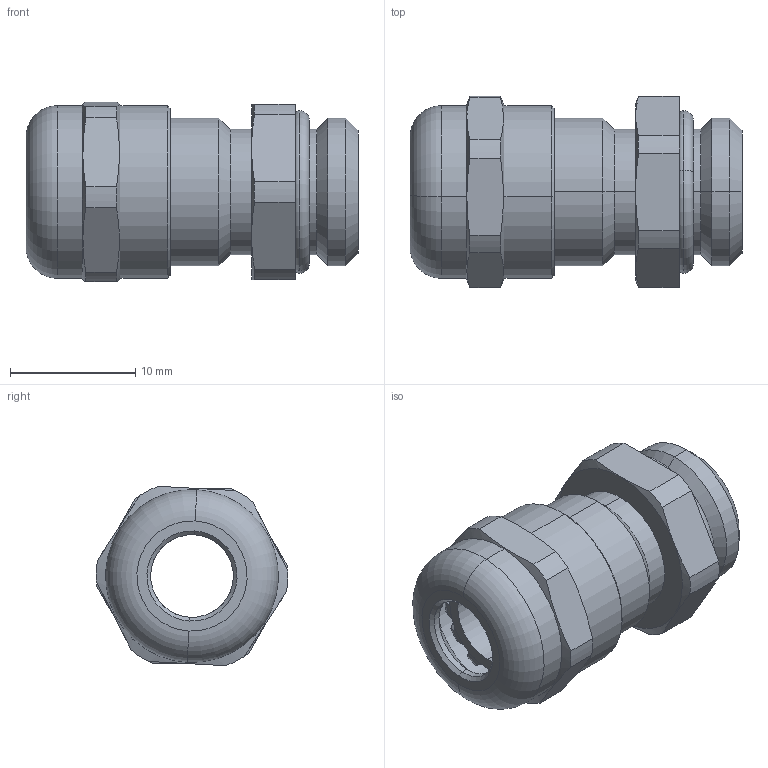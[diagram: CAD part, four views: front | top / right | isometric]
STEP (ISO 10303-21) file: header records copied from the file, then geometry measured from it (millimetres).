
FILE_DESCRIPTION (( 'STEP AP203' ), '1' );
FILE_NAME ('C5212000Eind1.STEP', '2024-07-23T12:24:24', ( '' ), ( '' ), 'SwSTEP 2.0', 'SolidWorks 2023', '' );
FILE_SCHEMA (( 'CONFIG_CONTROL_DESIGN' ));
Length unit declared in the file: millimetre
Products named in the file (7): D9209150; C5212000Eind1; D9012820; D9202070; D1312300; D1412420; D1412000E
Assembly tree (6 placements, depth 2):
  C5212000Eind1
    D1412420
    D1312300
    D9202070
    D9209150
    D9012820
    D1412000E
Bounding box: 26.5 x 15.3 x 14.32 mm (x, y, z)
Volume: 2270.5 mm3; surface area: 4040.6 mm2
Topology: 6 solids, 6 shells, 247 faces, 634 edges, 398 vertices
Faces by surface type: plane 103, cylinder 75, cone 41, torus 28
Entity records: 8418 total; most frequent: CARTESIAN_POINT 1721, DIRECTION 1278, ORIENTED_EDGE 1268, EDGE_CURVE 634, AXIS2_PLACEMENT_3D 507, VERTEX_POINT 398, LINE 264, VECTOR 264
